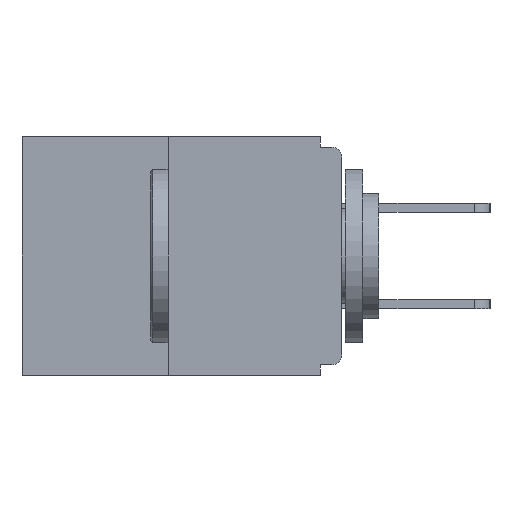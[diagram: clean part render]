
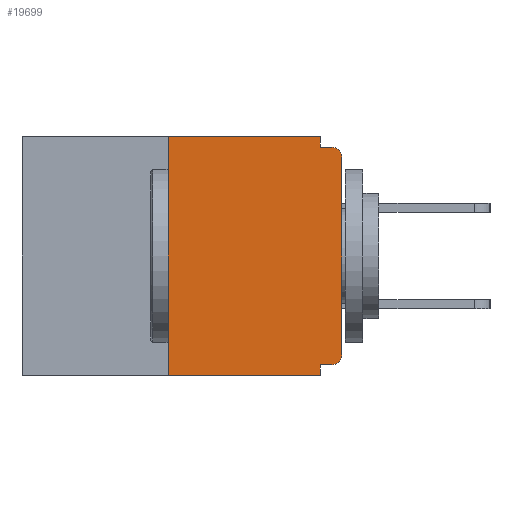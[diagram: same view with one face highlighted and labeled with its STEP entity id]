
A CAD part, left-side view. The second image highlights one B-rep face of the part: STEP entity #19699.
In plain terms, the highlighted planar face has unit normal (-1, 0, 0).
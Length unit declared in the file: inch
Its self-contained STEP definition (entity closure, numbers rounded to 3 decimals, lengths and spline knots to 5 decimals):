
#621 = LINE ( 'NONE', #17302, #26917 ) ;
#866 = EDGE_CURVE ( 'NONE', #17655, #26678, #5705, .T. ) ;
#1007 = FACE_OUTER_BOUND ( 'NONE', #19683, .T. ) ;
#1226 = CARTESIAN_POINT ( 'NONE',  ( 0., 0.031, -0.343 ) ) ;
#1460 = LINE ( 'NONE', #19720, #26776 ) ;
#1755 = EDGE_CURVE ( 'NONE', #2174, #17655, #12589, .T. ) ;
#2022 = CARTESIAN_POINT ( 'NONE',  ( 0., 0., -0.03 ) ) ;
#2174 = VERTEX_POINT ( 'NONE', #24896 ) ;
#2563 = VECTOR ( 'NONE', #7934, 39.37008 ) ;
#2605 = VERTEX_POINT ( 'NONE', #2022 ) ;
#2946 = CIRCLE ( 'NONE', #4148, 0.015 ) ;
#2976 = VERTEX_POINT ( 'NONE', #4159 ) ;
#3217 = CARTESIAN_POINT ( 'NONE',  ( 0., 0.031, -0.015 ) ) ;
#3543 = EDGE_CURVE ( 'NONE', #19779, #2174, #10736, .T. ) ;
#3953 = DIRECTION ( 'NONE',  ( 0., 0., -1. ) ) ;
#4148 = AXIS2_PLACEMENT_3D ( 'NONE', #14410, #12371, #3953 ) ;
#4159 = CARTESIAN_POINT ( 'NONE',  ( 0., 0.015, -0.328 ) ) ;
#4238 = VERTEX_POINT ( 'NONE', #14322 ) ;
#4397 = ORIENTED_EDGE ( 'NONE', *, *, #1755, .F. ) ;
#4566 = DIRECTION ( 'NONE',  ( 0., -1., 0. ) ) ;
#4828 = LINE ( 'NONE', #13171, #16936 ) ;
#5705 = LINE ( 'NONE', #20807, #22746 ) ;
#6317 = CARTESIAN_POINT ( 'NONE',  ( 0., 0.015, -0.015 ) ) ;
#6664 = CARTESIAN_POINT ( 'NONE',  ( 0., 0.25, 0. ) ) ;
#6766 = VECTOR ( 'NONE', #23724, 39.37008 ) ;
#6991 = AXIS2_PLACEMENT_3D ( 'NONE', #24221, #11560, #26641 ) ;
#6993 = VECTOR ( 'NONE', #11138, 39.37008 ) ;
#7528 = PLANE ( 'NONE',  #6991 ) ;
#7934 = DIRECTION ( 'NONE',  ( 0., 0., 1. ) ) ;
#8779 = CARTESIAN_POINT ( 'NONE',  ( 0., 0.031, 0. ) ) ;
#9780 = DIRECTION ( 'NONE',  ( 0., -1., 0. ) ) ;
#9938 = EDGE_CURVE ( 'NONE', #10382, #14879, #24461, .T. ) ;
#10382 = VERTEX_POINT ( 'NONE', #21812 ) ;
#10736 = LINE ( 'NONE', #6664, #13361 ) ;
#10803 = EDGE_CURVE ( 'NONE', #2976, #10382, #1460, .T. ) ;
#11138 = DIRECTION ( 'NONE',  ( 0., -1., 0. ) ) ;
#11303 = ORIENTED_EDGE ( 'NONE', *, *, #14482, .T. ) ;
#11560 = DIRECTION ( 'NONE',  ( 1., 0., 0. ) ) ;
#12100 = ORIENTED_EDGE ( 'NONE', *, *, #15043, .T. ) ;
#12371 = DIRECTION ( 'NONE',  ( -1., 0., 0. ) ) ;
#12582 = ORIENTED_EDGE ( 'NONE', *, *, #26218, .T. ) ;
#12589 = LINE ( 'NONE', #15114, #6993 ) ;
#12732 = CARTESIAN_POINT ( 'NONE',  ( 0., 0., 0. ) ) ;
#13171 = CARTESIAN_POINT ( 'NONE',  ( 0., 0., -0.015 ) ) ;
#13214 = AXIS2_PLACEMENT_3D ( 'NONE', #23592, #25560, #15286 ) ;
#13238 = ORIENTED_EDGE ( 'NONE', *, *, #15717, .T. ) ;
#13361 = VECTOR ( 'NONE', #23441, 39.37008 ) ;
#13419 = ORIENTED_EDGE ( 'NONE', *, *, #10803, .F. ) ;
#13700 = LINE ( 'NONE', #12732, #2563 ) ;
#14322 = CARTESIAN_POINT ( 'NONE',  ( 0., 0., -0.313 ) ) ;
#14410 = CARTESIAN_POINT ( 'NONE',  ( 0., 0.015, -0.313 ) ) ;
#14482 = EDGE_CURVE ( 'NONE', #2976, #4238, #2946, .T. ) ;
#14879 = VERTEX_POINT ( 'NONE', #1226 ) ;
#15043 = EDGE_CURVE ( 'NONE', #19779, #14879, #621, .T. ) ;
#15114 = CARTESIAN_POINT ( 'NONE',  ( 0., 0.46, 0. ) ) ;
#15286 = DIRECTION ( 'NONE',  ( 0., 0., -1. ) ) ;
#15335 = CARTESIAN_POINT ( 'NONE',  ( 0., 0.031, -0.343 ) ) ;
#15612 = ORIENTED_EDGE ( 'NONE', *, *, #866, .F. ) ;
#15717 = EDGE_CURVE ( 'NONE', #4238, #2605, #13700, .T. ) ;
#16486 = EDGE_CURVE ( 'NONE', #26678, #18340, #4828, .T. ) ;
#16505 = ORIENTED_EDGE ( 'NONE', *, *, #3543, .F. ) ;
#16936 = VECTOR ( 'NONE', #4566, 39.37008 ) ;
#17302 = CARTESIAN_POINT ( 'NONE',  ( 0., 0.46, -0.343 ) ) ;
#17655 = VERTEX_POINT ( 'NONE', #8779 ) ;
#18340 = VERTEX_POINT ( 'NONE', #6317 ) ;
#19683 = EDGE_LOOP ( 'NONE', ( #4397, #16505, #12100, #24597, #13419, #11303, #13238, #12582, #23726, #15612 ) ) ;
#19699 = ADVANCED_FACE ( 'NONE', ( #1007 ), #7528, .F. ) ;
#19720 = CARTESIAN_POINT ( 'NONE',  ( 0., 0., -0.328 ) ) ;
#19779 = VERTEX_POINT ( 'NONE', #21269 ) ;
#20807 = CARTESIAN_POINT ( 'NONE',  ( 0., 0.031, 0. ) ) ;
#21269 = CARTESIAN_POINT ( 'NONE',  ( 0., 0.25, -0.343 ) ) ;
#21812 = CARTESIAN_POINT ( 'NONE',  ( 0., 0.031, -0.328 ) ) ;
#22746 = VECTOR ( 'NONE', #25140, 39.37008 ) ;
#23441 = DIRECTION ( 'NONE',  ( 0., 0., 1. ) ) ;
#23592 = CARTESIAN_POINT ( 'NONE',  ( 0., 0.015, -0.03 ) ) ;
#23724 = DIRECTION ( 'NONE',  ( 0., 0., -1. ) ) ;
#23726 = ORIENTED_EDGE ( 'NONE', *, *, #16486, .F. ) ;
#24221 = CARTESIAN_POINT ( 'NONE',  ( 0., 0.46, 0. ) ) ;
#24461 = LINE ( 'NONE', #15335, #6766 ) ;
#24597 = ORIENTED_EDGE ( 'NONE', *, *, #9938, .F. ) ;
#24896 = CARTESIAN_POINT ( 'NONE',  ( 0., 0.25, 0. ) ) ;
#25140 = DIRECTION ( 'NONE',  ( 0., 0., -1. ) ) ;
#25327 = CIRCLE ( 'NONE', #13214, 0.015 ) ;
#25560 = DIRECTION ( 'NONE',  ( -1., 0., 0. ) ) ;
#26100 = DIRECTION ( 'NONE',  ( 0., 1., 0. ) ) ;
#26218 = EDGE_CURVE ( 'NONE', #2605, #18340, #25327, .T. ) ;
#26641 = DIRECTION ( 'NONE',  ( 0., 0., -1. ) ) ;
#26678 = VERTEX_POINT ( 'NONE', #3217 ) ;
#26776 = VECTOR ( 'NONE', #26100, 39.37008 ) ;
#26917 = VECTOR ( 'NONE', #9780, 39.37008 ) ;
